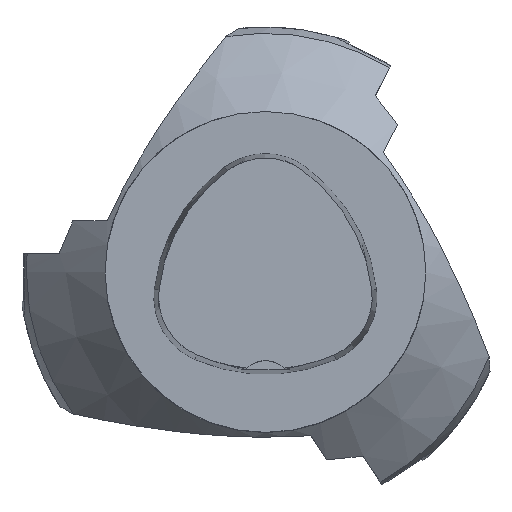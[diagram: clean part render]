
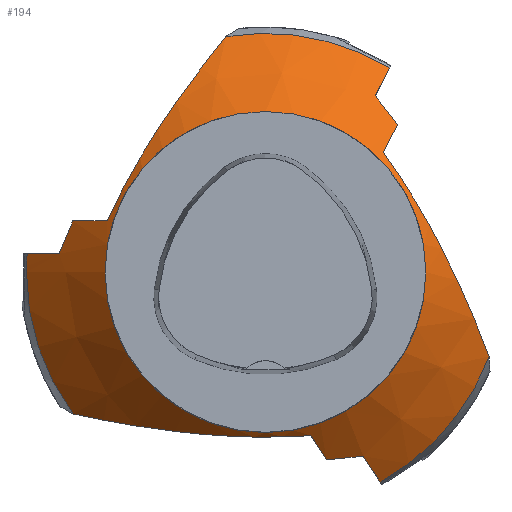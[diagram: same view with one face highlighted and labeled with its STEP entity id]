
A CAD part, top view. The second image highlights one B-rep face of the part: STEP entity #194.
In plain terms, the highlighted conical face has half-angle 45 degrees and reference radius 59.592 mm.
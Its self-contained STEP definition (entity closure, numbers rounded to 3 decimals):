
#87=B_SPLINE_CURVE_WITH_KNOTS('',3,(#1775,#1776,#1777,#1778),
 .UNSPECIFIED.,.F.,.F.,(4,4),(0.,1.),.UNSPECIFIED.);
#88=B_SPLINE_CURVE_WITH_KNOTS('',3,(#1781,#1782,#1783,#1784),
 .UNSPECIFIED.,.F.,.F.,(4,4),(0.,1.),.UNSPECIFIED.);
#89=B_SPLINE_CURVE_WITH_KNOTS('',3,(#1785,#1786,#1787,#1788,#1789,#1790,
#1791,#1792,#1793,#1794),.UNSPECIFIED.,.F.,.F.,(4,2,2,2,4),(0.,0.25,0.5,
0.75,1.),.UNSPECIFIED.);
#90=B_SPLINE_CURVE_WITH_KNOTS('',3,(#1796,#1797,#1798,#1799),
 .UNSPECIFIED.,.F.,.F.,(4,4),(0.,1.),.UNSPECIFIED.);
#91=B_SPLINE_CURVE_WITH_KNOTS('',3,(#1801,#1802,#1803,#1804),
 .UNSPECIFIED.,.F.,.F.,(4,4),(0.,1.),.UNSPECIFIED.);
#92=B_SPLINE_CURVE_WITH_KNOTS('',3,(#1806,#1807,#1808,#1809),
 .UNSPECIFIED.,.F.,.F.,(4,4),(0.,1.),.UNSPECIFIED.);
#93=B_SPLINE_CURVE_WITH_KNOTS('',3,(#1810,#1811,#1812,#1813,#1814,#1815,
#1816,#1817,#1818,#1819),.UNSPECIFIED.,.F.,.F.,(4,2,2,2,4),(0.,0.125,0.25,
0.5,1.),.UNSPECIFIED.);
#94=B_SPLINE_CURVE_WITH_KNOTS('',3,(#1821,#1822,#1823,#1824),
 .UNSPECIFIED.,.F.,.F.,(4,4),(0.,1.),.UNSPECIFIED.);
#95=B_SPLINE_CURVE_WITH_KNOTS('',3,(#1826,#1827,#1828,#1829),
 .UNSPECIFIED.,.F.,.F.,(4,4),(0.,1.),.UNSPECIFIED.);
#96=B_SPLINE_CURVE_WITH_KNOTS('',3,(#1831,#1832,#1833,#1834),
 .UNSPECIFIED.,.F.,.F.,(4,4),(0.,1.),.UNSPECIFIED.);
#97=B_SPLINE_CURVE_WITH_KNOTS('',3,(#1835,#1836,#1837,#1838,#1839,#1840,
#1841,#1842),.UNSPECIFIED.,.F.,.F.,(4,2,2,4),(0.,0.25,0.5,1.),
 .UNSPECIFIED.);
#98=B_SPLINE_CURVE_WITH_KNOTS('',3,(#1844,#1845,#1846,#1847),
 .UNSPECIFIED.,.F.,.F.,(4,4),(0.,1.),.UNSPECIFIED.);
#108=CONICAL_SURFACE('',#1219,59.592,45.);
#194=ADVANCED_FACE('',(#267,#268),#108,.T.);
#233=CIRCLE('',#1155,40.);
#253=CIRCLE('',#1211,59.592);
#254=CIRCLE('',#1214,59.592);
#255=CIRCLE('',#1217,59.592);
#267=FACE_BOUND('',#310,.T.);
#268=FACE_BOUND('',#311,.T.);
#310=EDGE_LOOP('',(#492,#493,#494,#495,#496,#497,#498,#499,#500,#501,#502,
#503,#504,#505,#506));
#311=EDGE_LOOP('',(#507));
#492=ORIENTED_EDGE('',*,*,#847,.T.);
#493=ORIENTED_EDGE('',*,*,#848,.T.);
#494=ORIENTED_EDGE('',*,*,#836,.T.);
#495=ORIENTED_EDGE('',*,*,#849,.F.);
#496=ORIENTED_EDGE('',*,*,#850,.F.);
#497=ORIENTED_EDGE('',*,*,#851,.T.);
#498=ORIENTED_EDGE('',*,*,#852,.T.);
#499=ORIENTED_EDGE('',*,*,#844,.T.);
#500=ORIENTED_EDGE('',*,*,#853,.F.);
#501=ORIENTED_EDGE('',*,*,#854,.F.);
#502=ORIENTED_EDGE('',*,*,#855,.T.);
#503=ORIENTED_EDGE('',*,*,#856,.T.);
#504=ORIENTED_EDGE('',*,*,#840,.T.);
#505=ORIENTED_EDGE('',*,*,#857,.F.);
#506=ORIENTED_EDGE('',*,*,#858,.F.);
#507=ORIENTED_EDGE('',*,*,#790,.F.);
#687=VERTEX_POINT('',#1613);
#716=VERTEX_POINT('',#1719);
#717=VERTEX_POINT('',#1721);
#719=VERTEX_POINT('',#1740);
#720=VERTEX_POINT('',#1742);
#722=VERTEX_POINT('',#1758);
#723=VERTEX_POINT('',#1760);
#725=VERTEX_POINT('',#1779);
#726=VERTEX_POINT('',#1780);
#727=VERTEX_POINT('',#1795);
#728=VERTEX_POINT('',#1800);
#729=VERTEX_POINT('',#1805);
#730=VERTEX_POINT('',#1820);
#731=VERTEX_POINT('',#1825);
#732=VERTEX_POINT('',#1830);
#733=VERTEX_POINT('',#1843);
#790=EDGE_CURVE('',#687,#687,#233,.T.);
#836=EDGE_CURVE('',#717,#716,#253,.T.);
#840=EDGE_CURVE('',#720,#719,#254,.T.);
#844=EDGE_CURVE('',#723,#722,#255,.T.);
#847=EDGE_CURVE('',#725,#726,#87,.T.);
#848=EDGE_CURVE('',#726,#717,#88,.T.);
#849=EDGE_CURVE('',#727,#716,#89,.T.);
#850=EDGE_CURVE('',#728,#727,#90,.T.);
#851=EDGE_CURVE('',#728,#729,#91,.T.);
#852=EDGE_CURVE('',#729,#723,#92,.T.);
#853=EDGE_CURVE('',#730,#722,#93,.T.);
#854=EDGE_CURVE('',#731,#730,#94,.T.);
#855=EDGE_CURVE('',#731,#732,#95,.T.);
#856=EDGE_CURVE('',#732,#720,#96,.T.);
#857=EDGE_CURVE('',#733,#719,#97,.T.);
#858=EDGE_CURVE('',#725,#733,#98,.T.);
#1155=AXIS2_PLACEMENT_3D('',#1612,#1292,#1293);
#1211=AXIS2_PLACEMENT_3D('',#1720,#1418,#1419);
#1214=AXIS2_PLACEMENT_3D('',#1741,#1424,#1425);
#1217=AXIS2_PLACEMENT_3D('',#1759,#1430,#1431);
#1219=AXIS2_PLACEMENT_3D('',#1848,#1434,#1435);
#1292=DIRECTION('',(0.,0.,1.));
#1293=DIRECTION('',(1.,0.,0.));
#1418=DIRECTION('',(0.,0.,1.));
#1419=DIRECTION('',(1.,0.,0.));
#1424=DIRECTION('',(0.,0.,1.));
#1425=DIRECTION('',(1.,0.,0.));
#1430=DIRECTION('',(0.,0.,1.));
#1431=DIRECTION('',(1.,0.,0.));
#1434=DIRECTION('',(0.,0.,-1.));
#1435=DIRECTION('',(-1.,0.,0.));
#1612=CARTESIAN_POINT('',(0.,0.,-36.408));
#1613=CARTESIAN_POINT('',(40.,0.,-36.408));
#1719=CARTESIAN_POINT('',(-48.007,-35.306,-56.));
#1720=CARTESIAN_POINT('',(0.,0.,-56.));
#1721=CARTESIAN_POINT('',(-59.413,4.618,-56.));
#1740=CARTESIAN_POINT('',(-9.868,58.77,-56.));
#1741=CARTESIAN_POINT('',(0.,0.,-56.));
#1742=CARTESIAN_POINT('',(30.91,50.949,-56.));
#1758=CARTESIAN_POINT('',(55.794,-20.936,-56.));
#1759=CARTESIAN_POINT('',(0.,0.,-56.));
#1760=CARTESIAN_POINT('',(28.577,-52.293,-56.));
#1775=CARTESIAN_POINT('',(-48.033,12.803,-46.117));
#1776=CARTESIAN_POINT('',(-49.251,10.061,-46.588));
#1777=CARTESIAN_POINT('',(-50.394,7.332,-47.255));
#1778=CARTESIAN_POINT('',(-51.471,4.618,-48.086));
#1779=CARTESIAN_POINT('',(-48.033,12.803,-46.117));
#1780=CARTESIAN_POINT('',(-51.471,4.618,-48.086));
#1781=CARTESIAN_POINT('',(-51.471,4.618,-48.086));
#1782=CARTESIAN_POINT('',(-54.119,4.618,-50.723));
#1783=CARTESIAN_POINT('',(-56.766,4.618,-53.361));
#1784=CARTESIAN_POINT('',(-59.413,4.618,-56.));
#1785=CARTESIAN_POINT('',(11.297,-40.76,-38.704));
#1786=CARTESIAN_POINT('',(6.097,-41.096,-37.639));
#1787=CARTESIAN_POINT('',(0.731,-41.209,-37.278));
#1788=CARTESIAN_POINT('',(-9.947,-40.923,-38.185));
#1789=CARTESIAN_POINT('',(-15.105,-40.538,-39.407));
#1790=CARTESIAN_POINT('',(-25.165,-39.425,-42.938));
#1791=CARTESIAN_POINT('',(-29.965,-38.711,-45.202));
#1792=CARTESIAN_POINT('',(-39.197,-37.12,-50.247));
#1793=CARTESIAN_POINT('',(-43.65,-36.239,-53.042));
#1794=CARTESIAN_POINT('',(-48.007,-35.306,-56.));
#1795=CARTESIAN_POINT('',(11.297,-40.76,-38.704));
#1796=CARTESIAN_POINT('',(15.203,-46.752,-45.57));
#1797=CARTESIAN_POINT('',(13.905,-44.761,-43.274));
#1798=CARTESIAN_POINT('',(12.603,-42.764,-40.984));
#1799=CARTESIAN_POINT('',(11.297,-40.76,-38.704));
#1800=CARTESIAN_POINT('',(15.203,-46.752,-45.57));
#1801=CARTESIAN_POINT('',(15.203,-46.752,-45.57));
#1802=CARTESIAN_POINT('',(18.327,-46.518,-46.313));
#1803=CARTESIAN_POINT('',(21.39,-46.22,-47.259));
#1804=CARTESIAN_POINT('',(24.391,-45.872,-48.361));
#1805=CARTESIAN_POINT('',(24.391,-45.872,-48.361));
#1806=CARTESIAN_POINT('',(24.391,-45.872,-48.361));
#1807=CARTESIAN_POINT('',(25.787,-48.013,-50.907));
#1808=CARTESIAN_POINT('',(27.182,-50.153,-53.453));
#1809=CARTESIAN_POINT('',(28.577,-52.293,-56.));
#1810=CARTESIAN_POINT('',(29.393,29.802,-38.266));
#1811=CARTESIAN_POINT('',(30.875,27.765,-37.856));
#1812=CARTESIAN_POINT('',(32.326,25.679,-37.612));
#1813=CARTESIAN_POINT('',(35.162,21.401,-37.49));
#1814=CARTESIAN_POINT('',(36.553,19.194,-37.616));
#1815=CARTESIAN_POINT('',(40.489,12.634,-38.519));
#1816=CARTESIAN_POINT('',(42.843,8.279,-39.809));
#1817=CARTESIAN_POINT('',(49.332,-4.753,-45.138));
#1818=CARTESIAN_POINT('',(52.719,-12.934,-50.31));
#1819=CARTESIAN_POINT('',(55.794,-20.936,-56.));
#1820=CARTESIAN_POINT('',(29.393,29.802,-38.266));
#1821=CARTESIAN_POINT('',(32.948,36.839,-45.831));
#1822=CARTESIAN_POINT('',(31.767,34.501,-43.301));
#1823=CARTESIAN_POINT('',(30.582,32.156,-40.777));
#1824=CARTESIAN_POINT('',(29.393,29.802,-38.266));
#1825=CARTESIAN_POINT('',(32.948,36.839,-45.831));
#1826=CARTESIAN_POINT('',(32.948,36.839,-45.831));
#1827=CARTESIAN_POINT('',(31.114,39.299,-46.442));
#1828=CARTESIAN_POINT('',(29.26,41.675,-47.252));
#1829=CARTESIAN_POINT('',(27.391,43.983,-48.222));
#1830=CARTESIAN_POINT('',(27.391,43.983,-48.222));
#1831=CARTESIAN_POINT('',(27.391,43.983,-48.222));
#1832=CARTESIAN_POINT('',(28.564,46.305,-50.814));
#1833=CARTESIAN_POINT('',(29.737,48.627,-53.407));
#1834=CARTESIAN_POINT('',(30.91,50.949,-56.));
#1835=CARTESIAN_POINT('',(-39.478,12.803,-37.91));
#1836=CARTESIAN_POINT('',(-37.451,17.214,-37.342));
#1837=CARTESIAN_POINT('',(-35.159,21.685,-37.437));
#1838=CARTESIAN_POINT('',(-30.374,30.122,-38.916));
#1839=CARTESIAN_POINT('',(-27.866,34.14,-40.27));
#1840=CARTESIAN_POINT('',(-20.172,45.655,-45.587));
#1841=CARTESIAN_POINT('',(-15.023,52.377,-50.549));
#1842=CARTESIAN_POINT('',(-9.868,58.77,-56.));
#1843=CARTESIAN_POINT('',(-39.478,12.803,-37.91));
#1844=CARTESIAN_POINT('',(-48.033,12.803,-46.117));
#1845=CARTESIAN_POINT('',(-45.191,12.803,-43.371));
#1846=CARTESIAN_POINT('',(-42.341,12.803,-40.634));
#1847=CARTESIAN_POINT('',(-39.478,12.803,-37.91));
#1848=CARTESIAN_POINT('',(0.,0.,-56.));
